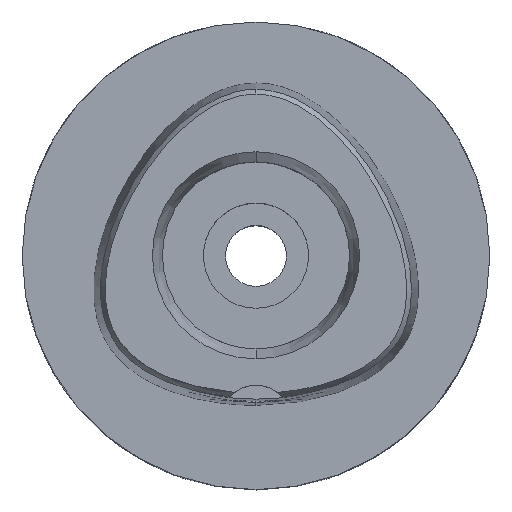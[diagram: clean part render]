
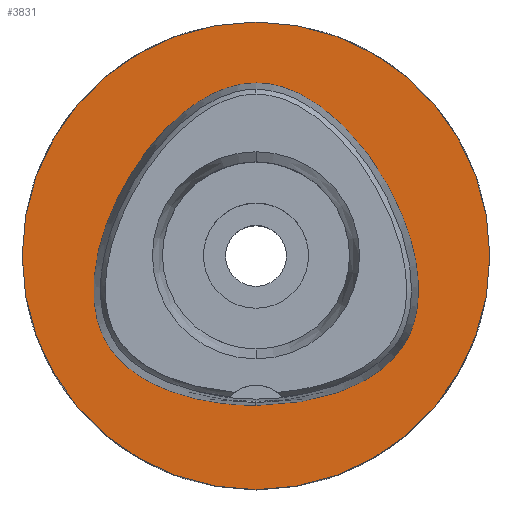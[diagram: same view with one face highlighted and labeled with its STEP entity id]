
A CAD part, top view. The second image highlights one B-rep face of the part: STEP entity #3831.
In plain terms, the highlighted planar face has unit normal (0, 0, 1).
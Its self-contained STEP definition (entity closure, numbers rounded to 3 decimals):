
#91 = CARTESIAN_POINT ( 'NONE',  ( 0., -25.575, 0. ) ) ;
#135 = CARTESIAN_POINT ( 'NONE',  ( -11.74, -24.136, 0. ) ) ;
#163 = CARTESIAN_POINT ( 'NONE',  ( -26.349, -13.395, 0. ) ) ;
#267 = CARTESIAN_POINT ( 'NONE',  ( 24.775, -16.122, 0. ) ) ;
#327 = CARTESIAN_POINT ( 'NONE',  ( -6.262, 28.351, 0. ) ) ;
#338 = EDGE_LOOP ( 'NONE', ( #3610, #4763 ) ) ;
#342 = CARTESIAN_POINT ( 'NONE',  ( 27.684, -8.752, 0. ) ) ;
#398 = CARTESIAN_POINT ( 'NONE',  ( -1.05, 29.575, 0. ) ) ;
#672 = CARTESIAN_POINT ( 'NONE',  ( 25.638, -14.802, 0. ) ) ;
#688 = EDGE_CURVE ( 'NONE', #2458, #1103, #1531, .T. ) ;
#723 = CARTESIAN_POINT ( 'NONE',  ( 26.772, 1.9, 0. ) ) ;
#730 = DIRECTION ( 'NONE',  ( 0., -1., 0. ) ) ;
#754 = FACE_BOUND ( 'NONE', #338, .T. ) ;
#787 = DIRECTION ( 'NONE',  ( 0., 1., 0. ) ) ;
#805 = AXIS2_PLACEMENT_3D ( 'NONE', #3854, #1528, #730 ) ;
#831 = CARTESIAN_POINT ( 'NONE',  ( 0., 40., 0. ) ) ;
#968 = CARTESIAN_POINT ( 'NONE',  ( 0., 29.575, 0. ) ) ;
#972 = CARTESIAN_POINT ( 'NONE',  ( 0., -25.575, 0. ) ) ;
#1050 = CIRCLE ( 'NONE', #3441, 40. ) ;
#1103 = VERTEX_POINT ( 'NONE', #968 ) ;
#1138 = CARTESIAN_POINT ( 'NONE',  ( 22.339, 12.897, 0. ) ) ;
#1426 = CARTESIAN_POINT ( 'NONE',  ( 2.677, -25.575, 0. ) ) ;
#1474 = EDGE_LOOP ( 'NONE', ( #4360, #4708 ) ) ;
#1478 = CARTESIAN_POINT ( 'NONE',  ( 0., 29.575, 0. ) ) ;
#1526 = CARTESIAN_POINT ( 'NONE',  ( -3.149, 29.34, 0. ) ) ;
#1528 = DIRECTION ( 'NONE',  ( 0., 0., -1. ) ) ;
#1531 = B_SPLINE_CURVE_WITH_KNOTS ( 'NONE', 3,
 ( #2286, #1426, #4563, #3436, #3868, #4664, #1819, #1898, #267, #672, #4254, #3464, #342, #5030, #1918, #723, #2314, #1138, #3484, #3034, #5050, #3384, #2723, #5008, #1478 ),
 .UNSPECIFIED., .F., .F.,
 ( 4, 1, 1, 1, 1, 1, 1, 1, 1, 1, 1, 1, 1, 1, 1, 1, 1, 1, 1, 1, 1, 1, 4 ),
 ( 0., 0.083, 0.125, 0.167, 0.208, 0.25, 0.292, 0.313, 0.333, 0.354, 0.375, 0.417, 0.458, 0.5, 0.542, 0.583, 0.667, 0.75, 0.833, 0.875, 0.917, 0.958, 1. ),
 .UNSPECIFIED. ) ;
#1606 = CARTESIAN_POINT ( 'NONE',  ( 0., 29.575, 0. ) ) ;
#1638 = CARTESIAN_POINT ( 'NONE',  ( -26.772, 1.9, 0. ) ) ;
#1658 = CARTESIAN_POINT ( 'NONE',  ( -27.101, -11.411, 0. ) ) ;
#1668 = EDGE_CURVE ( 'NONE', #4914, #4538, #4902, .T. ) ;
#1691 = EDGE_CURVE ( 'NONE', #1103, #2458, #2830, .T. ) ;
#1711 = CARTESIAN_POINT ( 'NONE',  ( -2.677, -25.575, 0. ) ) ;
#1819 = CARTESIAN_POINT ( 'NONE',  ( 21.421, -19.599, 0. ) ) ;
#1898 = CARTESIAN_POINT ( 'NONE',  ( 23.433, -17.764, 0. ) ) ;
#1904 = CARTESIAN_POINT ( 'NONE',  ( -22.339, 12.897, 0. ) ) ;
#1909 = CARTESIAN_POINT ( 'NONE',  ( 0., -40., 0. ) ) ;
#1918 = CARTESIAN_POINT ( 'NONE',  ( 27.537, -1.766, 0. ) ) ;
#2028 = CARTESIAN_POINT ( 'NONE',  ( -27.537, -1.766, 0. ) ) ;
#2087 = CARTESIAN_POINT ( 'NONE',  ( 0., 0., 0. ) ) ;
#2286 = CARTESIAN_POINT ( 'NONE',  ( 0., -25.575, 0. ) ) ;
#2296 = CARTESIAN_POINT ( 'NONE',  ( -17.753, 19.522, 0. ) ) ;
#2297 = PLANE ( 'NONE',  #805 ) ;
#2314 = CARTESIAN_POINT ( 'NONE',  ( 25.209, 6.827, 0. ) ) ;
#2458 = VERTEX_POINT ( 'NONE', #972 ) ;
#2723 = CARTESIAN_POINT ( 'NONE',  ( 3.149, 29.34, 0. ) ) ;
#2776 = CARTESIAN_POINT ( 'NONE',  ( 0., 0., 0. ) ) ;
#2808 = CARTESIAN_POINT ( 'NONE',  ( -25.638, -14.802, 0. ) ) ;
#2830 = B_SPLINE_CURVE_WITH_KNOTS ( 'NONE', 3,
 ( #1606, #398, #1526, #327, #3543, #4745, #2296, #1904, #5034, #1638, #2028, #3639, #3617, #1658, #163, #2808, #4409, #2854, #4383, #2883, #3689, #135, #3658, #1711, #91 ),
 .UNSPECIFIED., .F., .F.,
 ( 4, 1, 1, 1, 1, 1, 1, 1, 1, 1, 1, 1, 1, 1, 1, 1, 1, 1, 1, 1, 1, 1, 4 ),
 ( 0., 0.042, 0.083, 0.125, 0.167, 0.25, 0.333, 0.417, 0.458, 0.5, 0.542, 0.583, 0.625, 0.646, 0.667, 0.688, 0.708, 0.75, 0.792, 0.833, 0.875, 0.917, 1. ),
 .UNSPECIFIED. ) ;
#2847 = EDGE_CURVE ( 'NONE', #4538, #4914, #1050, .T. ) ;
#2854 = CARTESIAN_POINT ( 'NONE',  ( -23.433, -17.764, 0. ) ) ;
#2883 = CARTESIAN_POINT ( 'NONE',  ( -18.55, -21.454, 0. ) ) ;
#3034 = CARTESIAN_POINT ( 'NONE',  ( 13.218, 24.044, 0. ) ) ;
#3222 = DIRECTION ( 'NONE',  ( 0., 0., -1. ) ) ;
#3259 = AXIS2_PLACEMENT_3D ( 'NONE', #2776, #3520, #4716 ) ;
#3384 = CARTESIAN_POINT ( 'NONE',  ( 6.262, 28.351, 0. ) ) ;
#3436 = CARTESIAN_POINT ( 'NONE',  ( 11.74, -24.136, 0. ) ) ;
#3441 = AXIS2_PLACEMENT_3D ( 'NONE', #2087, #3222, #787 ) ;
#3464 = CARTESIAN_POINT ( 'NONE',  ( 27.101, -11.411, 0. ) ) ;
#3484 = CARTESIAN_POINT ( 'NONE',  ( 17.753, 19.522, 0. ) ) ;
#3520 = DIRECTION ( 'NONE',  ( 0., 0., -1. ) ) ;
#3543 = CARTESIAN_POINT ( 'NONE',  ( -9.305, 26.792, 0. ) ) ;
#3610 = ORIENTED_EDGE ( 'NONE', *, *, #1691, .F. ) ;
#3617 = CARTESIAN_POINT ( 'NONE',  ( -27.684, -8.752, 0. ) ) ;
#3639 = CARTESIAN_POINT ( 'NONE',  ( -27.855, -5.338, 0. ) ) ;
#3658 = CARTESIAN_POINT ( 'NONE',  ( -6.692, -25.245, 0. ) ) ;
#3689 = CARTESIAN_POINT ( 'NONE',  ( -15.298, -22.965, 0. ) ) ;
#3831 = ADVANCED_FACE ( 'NONE', ( #4717, #754 ), #2297, .F. ) ;
#3854 = CARTESIAN_POINT ( 'NONE',  ( 0., 0., 0. ) ) ;
#3868 = CARTESIAN_POINT ( 'NONE',  ( 15.298, -22.965, 0. ) ) ;
#4254 = CARTESIAN_POINT ( 'NONE',  ( 26.349, -13.395, 0. ) ) ;
#4360 = ORIENTED_EDGE ( 'NONE', *, *, #2847, .F. ) ;
#4383 = CARTESIAN_POINT ( 'NONE',  ( -21.421, -19.599, 0. ) ) ;
#4409 = CARTESIAN_POINT ( 'NONE',  ( -24.775, -16.122, 0. ) ) ;
#4538 = VERTEX_POINT ( 'NONE', #831 ) ;
#4563 = CARTESIAN_POINT ( 'NONE',  ( 6.692, -25.245, 0. ) ) ;
#4664 = CARTESIAN_POINT ( 'NONE',  ( 18.55, -21.454, 0. ) ) ;
#4708 = ORIENTED_EDGE ( 'NONE', *, *, #1668, .F. ) ;
#4716 = DIRECTION ( 'NONE',  ( 0., -1., 0. ) ) ;
#4717 = FACE_OUTER_BOUND ( 'NONE', #1474, .T. ) ;
#4745 = CARTESIAN_POINT ( 'NONE',  ( -13.218, 24.044, 0. ) ) ;
#4763 = ORIENTED_EDGE ( 'NONE', *, *, #688, .F. ) ;
#4902 = CIRCLE ( 'NONE', #3259, 40. ) ;
#4914 = VERTEX_POINT ( 'NONE', #1909 ) ;
#5008 = CARTESIAN_POINT ( 'NONE',  ( 1.05, 29.575, 0. ) ) ;
#5030 = CARTESIAN_POINT ( 'NONE',  ( 27.855, -5.338, 0. ) ) ;
#5034 = CARTESIAN_POINT ( 'NONE',  ( -25.209, 6.827, 0. ) ) ;
#5050 = CARTESIAN_POINT ( 'NONE',  ( 9.305, 26.792, 0. ) ) ;
